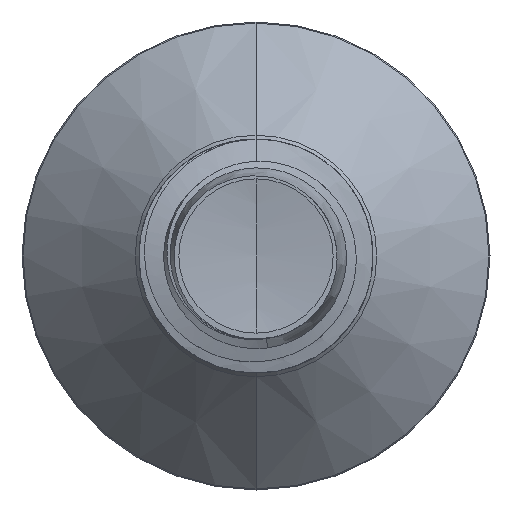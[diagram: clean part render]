
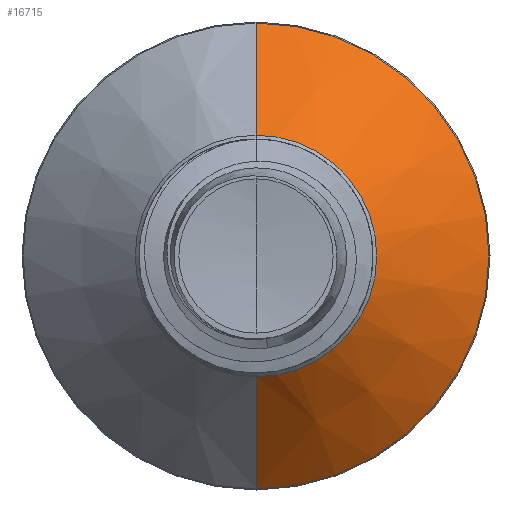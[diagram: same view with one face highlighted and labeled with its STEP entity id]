
A CAD part, front view. The second image highlights one B-rep face of the part: STEP entity #16715.
In plain terms, the highlighted conical face has half-angle 45 degrees and reference radius 4.129 mm.
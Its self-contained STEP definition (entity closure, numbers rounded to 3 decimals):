
#94 = DIRECTION ( 'NONE',  ( 0., 0.707, -0.707 ) ) ;
#631 = VERTEX_POINT ( 'NONE', #18616 ) ;
#1659 = CIRCLE ( 'NONE', #20526, 4.129 ) ;
#2349 = VERTEX_POINT ( 'NONE', #10282 ) ;
#3263 = EDGE_LOOP ( 'NONE', ( #8599, #28605, #28809, #28776 ) ) ;
#3301 = CARTESIAN_POINT ( 'NONE',  ( 0., 20.179, 0. ) ) ;
#3540 = DIRECTION ( 'NONE',  ( 0., 1., 0. ) ) ;
#6307 = DIRECTION ( 'NONE',  ( 0., 1., 0. ) ) ;
#6926 = CARTESIAN_POINT ( 'NONE',  ( 0., 20.179, 4.129 ) ) ;
#8473 = LINE ( 'NONE', #32592, #22615 ) ;
#8599 = ORIENTED_EDGE ( 'NONE', *, *, #17945, .T. ) ;
#9386 = AXIS2_PLACEMENT_3D ( 'NONE', #3301, #6307, #25669 ) ;
#10186 = AXIS2_PLACEMENT_3D ( 'NONE', #20887, #3540, #23445 ) ;
#10282 = CARTESIAN_POINT ( 'NONE',  ( 0., 20.179, -4.129 ) ) ;
#10711 = EDGE_CURVE ( 'NONE', #20691, #631, #15076, .T. ) ;
#11490 = DIRECTION ( 'NONE',  ( 0., 1., 0. ) ) ;
#11570 = VERTEX_POINT ( 'NONE', #22100 ) ;
#12315 = CONICAL_SURFACE ( 'NONE', #9386, 4.129, 0.785 ) ;
#15076 = LINE ( 'NONE', #26556, #15689 ) ;
#15689 = VECTOR ( 'NONE', #24739, 1000. ) ;
#16124 = FACE_OUTER_BOUND ( 'NONE', #3263, .T. ) ;
#16715 = ADVANCED_FACE ( 'NONE', ( #16124 ), #12315, .T. ) ;
#17945 = EDGE_CURVE ( 'NONE', #20691, #2349, #1659, .T. ) ;
#18616 = CARTESIAN_POINT ( 'NONE',  ( 0., 24.015, 7.965 ) ) ;
#20526 = AXIS2_PLACEMENT_3D ( 'NONE', #27593, #11490, #30022 ) ;
#20691 = VERTEX_POINT ( 'NONE', #6926 ) ;
#20887 = CARTESIAN_POINT ( 'NONE',  ( 0., 24.015, 0. ) ) ;
#21004 = CIRCLE ( 'NONE', #10186, 7.965 ) ;
#22100 = CARTESIAN_POINT ( 'NONE',  ( 0., 24.015, -7.965 ) ) ;
#22464 = EDGE_CURVE ( 'NONE', #631, #11570, #21004, .T. ) ;
#22615 = VECTOR ( 'NONE', #94, 1000. ) ;
#23445 = DIRECTION ( 'NONE',  ( 0., 0., 1. ) ) ;
#24739 = DIRECTION ( 'NONE',  ( 0., 0.707, 0.707 ) ) ;
#25410 = EDGE_CURVE ( 'NONE', #2349, #11570, #8473, .T. ) ;
#25669 = DIRECTION ( 'NONE',  ( 0., 0., 1. ) ) ;
#26556 = CARTESIAN_POINT ( 'NONE',  ( 0., 20.179, 4.129 ) ) ;
#27593 = CARTESIAN_POINT ( 'NONE',  ( 0., 20.179, 0. ) ) ;
#28605 = ORIENTED_EDGE ( 'NONE', *, *, #25410, .T. ) ;
#28776 = ORIENTED_EDGE ( 'NONE', *, *, #10711, .F. ) ;
#28809 = ORIENTED_EDGE ( 'NONE', *, *, #22464, .F. ) ;
#30022 = DIRECTION ( 'NONE',  ( 0., 0., 1. ) ) ;
#32592 = CARTESIAN_POINT ( 'NONE',  ( 0., 20.179, -4.129 ) ) ;
